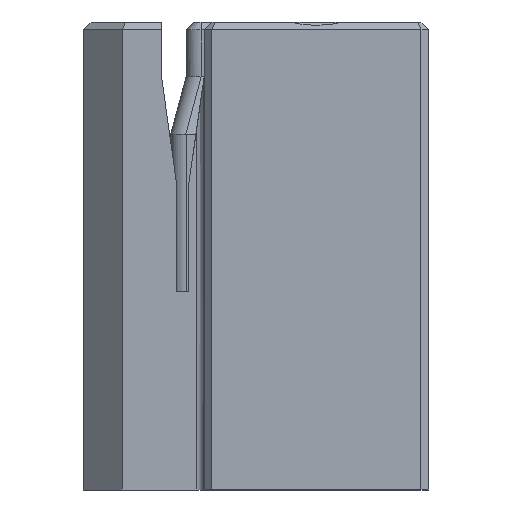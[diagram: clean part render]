
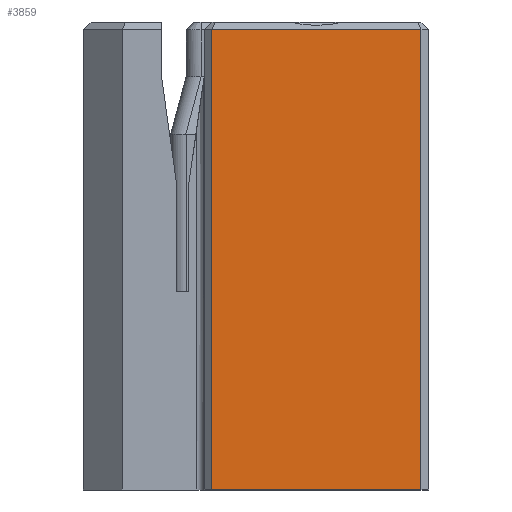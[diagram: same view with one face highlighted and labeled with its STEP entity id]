
A CAD part, front view. The second image highlights one B-rep face of the part: STEP entity #3859.
In plain terms, the highlighted planar face has unit normal (0, -1, 0).
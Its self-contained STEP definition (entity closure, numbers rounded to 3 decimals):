
#201=FACE_OUTER_BOUND('',#412,.T.);
#412=EDGE_LOOP('',(#2910,#2911,#2912,#2913));
#632=LINE('',#5477,#1132);
#678=LINE('',#5621,#1178);
#813=LINE('',#5917,#1313);
#815=LINE('',#5920,#1315);
#1132=VECTOR('',#4407,10.);
#1178=VECTOR('',#4495,10.);
#1313=VECTOR('',#4710,10.);
#1315=VECTOR('',#4714,10.);
#1621=VERTEX_POINT('',#5474);
#1622=VERTEX_POINT('',#5476);
#1649=VERTEX_POINT('',#5619);
#1758=VERTEX_POINT('',#5916);
#2002=EDGE_CURVE('',#1621,#1622,#632,.T.);
#2053=EDGE_CURVE('',#1649,#1621,#678,.T.);
#2195=EDGE_CURVE('',#1622,#1758,#813,.T.);
#2197=EDGE_CURVE('',#1649,#1758,#815,.T.);
#2910=ORIENTED_EDGE('',*,*,#2002,.F.);
#2911=ORIENTED_EDGE('',*,*,#2053,.F.);
#2912=ORIENTED_EDGE('',*,*,#2197,.T.);
#2913=ORIENTED_EDGE('',*,*,#2195,.F.);
#3670=PLANE('',#4096);
#3859=ADVANCED_FACE('',(#201),#3670,.T.);
#4096=AXIS2_PLACEMENT_3D('',#5919,#4712,#4713);
#4407=DIRECTION('',(1.,0.,0.));
#4495=DIRECTION('',(0.,0.,1.));
#4710=DIRECTION('',(0.,0.,-1.));
#4712=DIRECTION('center_axis',(0.,-1.,0.));
#4713=DIRECTION('ref_axis',(0.,0.,-1.));
#4714=DIRECTION('',(1.,0.,0.));
#5474=CARTESIAN_POINT('',(2.286,69.925,15.75));
#5476=CARTESIAN_POINT('',(15.686,69.925,15.75));
#5477=CARTESIAN_POINT('',(8.986,69.925,15.75));
#5619=CARTESIAN_POINT('',(2.286,69.925,-13.75));
#5621=CARTESIAN_POINT('',(2.286,69.925,12.75));
#5916=CARTESIAN_POINT('',(15.686,69.925,-13.75));
#5917=CARTESIAN_POINT('',(15.686,69.925,12.75));
#5919=CARTESIAN_POINT('Origin',(15.186,69.925,12.75));
#5920=CARTESIAN_POINT('',(8.986,69.925,-13.75));
